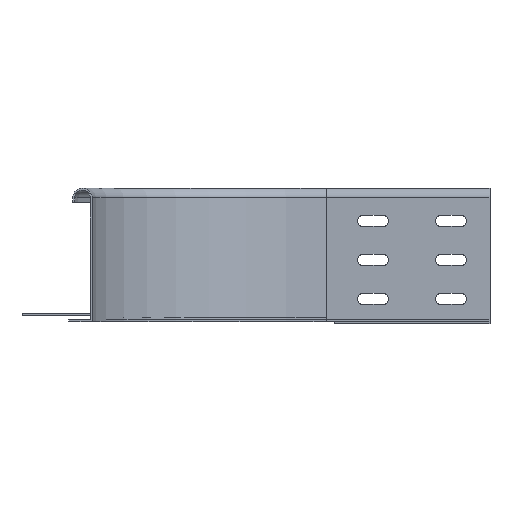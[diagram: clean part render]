
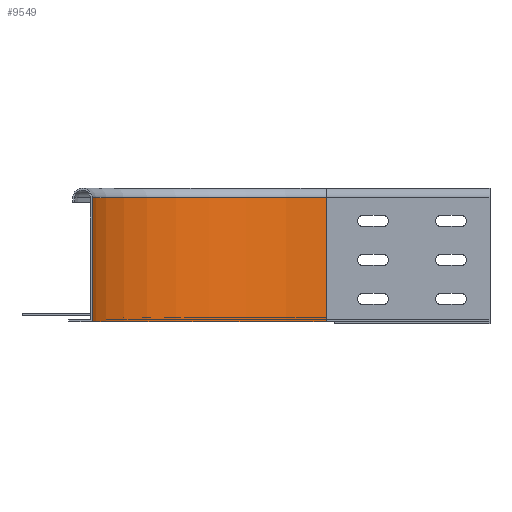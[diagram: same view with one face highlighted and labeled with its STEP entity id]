
A CAD part, left-side view. The second image highlights one B-rep face of the part: STEP entity #9549.
In plain terms, the highlighted cylindrical face has radius 150 mm (diameter 300 mm), a partial arc.
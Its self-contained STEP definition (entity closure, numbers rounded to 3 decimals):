
#159 = VERTEX_POINT ( 'NONE', #9026 ) ;
#289 = DIRECTION ( 'NONE',  ( 0., -1., 0. ) ) ;
#678 = VERTEX_POINT ( 'NONE', #7721 ) ;
#712 = VERTEX_POINT ( 'NONE', #3760 ) ;
#1007 = AXIS2_PLACEMENT_3D ( 'NONE', #4977, #5730, #2735 ) ;
#1074 = DIRECTION ( 'NONE',  ( 0., -1., 0. ) ) ;
#1280 = DIRECTION ( 'NONE',  ( 0., -1., 0. ) ) ;
#1499 = VECTOR ( 'NONE', #1280, 1000. ) ;
#1537 = ORIENTED_EDGE ( 'NONE', *, *, #5729, .T. ) ;
#1754 = VERTEX_POINT ( 'NONE', #8076 ) ;
#1918 = ORIENTED_EDGE ( 'NONE', *, *, #7873, .T. ) ;
#2449 = CARTESIAN_POINT ( 'NONE',  ( -150., 79.25, -105. ) ) ;
#2735 = DIRECTION ( 'NONE',  ( 0., 0., 1. ) ) ;
#3204 = ORIENTED_EDGE ( 'NONE', *, *, #7837, .T. ) ;
#3205 = DIRECTION ( 'NONE',  ( 0., 0., 1. ) ) ;
#3272 = CIRCLE ( 'NONE', #7337, 150. ) ;
#3510 = VECTOR ( 'NONE', #289, 1000. ) ;
#3598 = EDGE_CURVE ( 'NONE', #1754, #678, #5450, .T. ) ;
#3760 = CARTESIAN_POINT ( 'NONE',  ( -150., 79.25, -255. ) ) ;
#4703 = CIRCLE ( 'NONE', #9339, 150. ) ;
#4749 = CARTESIAN_POINT ( 'NONE',  ( -150., 2.25, -255. ) ) ;
#4866 = ORIENTED_EDGE ( 'NONE', *, *, #3598, .F. ) ;
#4977 = CARTESIAN_POINT ( 'NONE',  ( -150., 0., -105. ) ) ;
#5250 = LINE ( 'NONE', #4749, #3510 ) ;
#5450 = LINE ( 'NONE', #5700, #1499 ) ;
#5539 = CARTESIAN_POINT ( 'NONE',  ( -150., 0., -105. ) ) ;
#5700 = CARTESIAN_POINT ( 'NONE',  ( 0., 2.25, -105. ) ) ;
#5729 = EDGE_CURVE ( 'NONE', #1754, #712, #4703, .T. ) ;
#5730 = DIRECTION ( 'NONE',  ( 0., 1., 0. ) ) ;
#6055 = CYLINDRICAL_SURFACE ( 'NONE', #1007, 150. ) ;
#6291 = DIRECTION ( 'NONE',  ( 1., 0., 0. ) ) ;
#6298 = FACE_OUTER_BOUND ( 'NONE', #7996, .T. ) ;
#7337 = AXIS2_PLACEMENT_3D ( 'NONE', #5539, #1074, #6291 ) ;
#7687 = DIRECTION ( 'NONE',  ( 0., 1., 0. ) ) ;
#7721 = CARTESIAN_POINT ( 'NONE',  ( 0., 0., -105. ) ) ;
#7837 = EDGE_CURVE ( 'NONE', #712, #159, #5250, .T. ) ;
#7873 = EDGE_CURVE ( 'NONE', #159, #678, #3272, .T. ) ;
#7996 = EDGE_LOOP ( 'NONE', ( #4866, #1537, #3204, #1918 ) ) ;
#8076 = CARTESIAN_POINT ( 'NONE',  ( 0., 79.25, -105. ) ) ;
#9026 = CARTESIAN_POINT ( 'NONE',  ( -150., 0., -255. ) ) ;
#9339 = AXIS2_PLACEMENT_3D ( 'NONE', #2449, #7687, #3205 ) ;
#9549 = ADVANCED_FACE ( 'NONE', ( #6298 ), #6055, .F. ) ;
